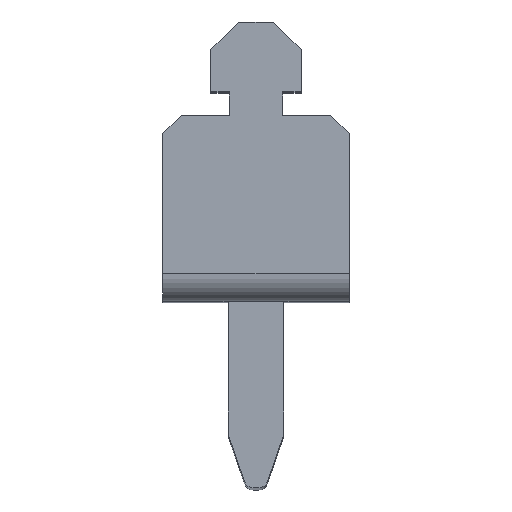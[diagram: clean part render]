
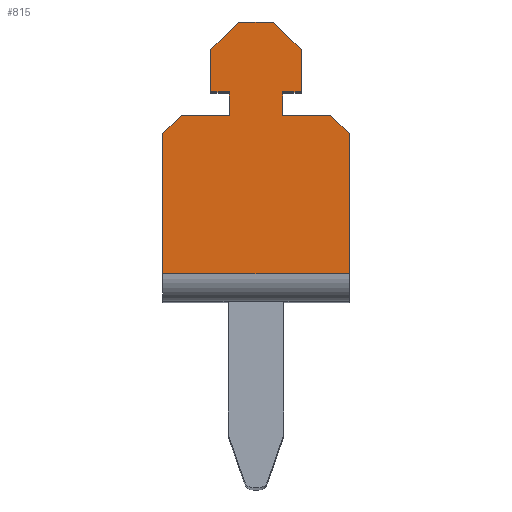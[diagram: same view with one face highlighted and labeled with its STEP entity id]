
A CAD part, top view. The second image highlights one B-rep face of the part: STEP entity #815.
In plain terms, the highlighted planar face has unit normal (0, 0, 1).
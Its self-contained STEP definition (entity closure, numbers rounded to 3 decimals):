
#6 = DIRECTION ( 'NONE',  ( 0., -1., 0. ) ) ;
#50 = EDGE_CURVE ( 'NONE', #2321, #1118, #1846, .T. ) ;
#57 = ORIENTED_EDGE ( 'NONE', *, *, #548, .F. ) ;
#90 = VERTEX_POINT ( 'NONE', #205 ) ;
#177 = CARTESIAN_POINT ( 'NONE',  ( -4.85, 3., 33. ) ) ;
#205 = CARTESIAN_POINT ( 'NONE',  ( 4.85, 27., 33. ) ) ;
#240 = VERTEX_POINT ( 'NONE', #3488 ) ;
#242 = DIRECTION ( 'NONE',  ( 0.707, -0.707, 0. ) ) ;
#245 = CARTESIAN_POINT ( 'NONE',  ( 1.85, 30., 33. ) ) ;
#333 = DIRECTION ( 'NONE',  ( 0., 1., 0. ) ) ;
#340 = CARTESIAN_POINT ( 'NONE',  ( -10., 3., 33. ) ) ;
#363 = CARTESIAN_POINT ( 'NONE',  ( -1.85, 30., 33. ) ) ;
#385 = CARTESIAN_POINT ( 'NONE',  ( -4.85, 22.5, 33. ) ) ;
#386 = CARTESIAN_POINT ( 'NONE',  ( -8., 20., 33. ) ) ;
#391 = CARTESIAN_POINT ( 'NONE',  ( 4.85, 3., 33. ) ) ;
#466 = VECTOR ( 'NONE', #1157, 1000. ) ;
#534 = EDGE_CURVE ( 'NONE', #888, #2891, #791, .T. ) ;
#545 = CARTESIAN_POINT ( 'NONE',  ( 1.85, 30., 33. ) ) ;
#548 = EDGE_CURVE ( 'NONE', #2590, #1888, #3585, .T. ) ;
#554 = LINE ( 'NONE', #177, #1002 ) ;
#556 = EDGE_CURVE ( 'NONE', #2645, #90, #635, .T. ) ;
#632 = CARTESIAN_POINT ( 'NONE',  ( 8., 20., 33. ) ) ;
#635 = LINE ( 'NONE', #245, #1922 ) ;
#693 = CARTESIAN_POINT ( 'NONE',  ( 2.85, 22.5, 33. ) ) ;
#698 = CARTESIAN_POINT ( 'NONE',  ( 8., 20., 33. ) ) ;
#700 = CARTESIAN_POINT ( 'NONE',  ( -10., 3., 33. ) ) ;
#749 = LINE ( 'NONE', #386, #3139 ) ;
#752 = CARTESIAN_POINT ( 'NONE',  ( 2.85, 20., 33. ) ) ;
#791 = LINE ( 'NONE', #3298, #3471 ) ;
#815 = ADVANCED_FACE ( 'NONE', ( #3404 ), #3430, .F. ) ;
#888 = VERTEX_POINT ( 'NONE', #752 ) ;
#948 = DIRECTION ( 'NONE',  ( 0., 1., 0. ) ) ;
#981 = EDGE_LOOP ( 'NONE', ( #3187, #3227, #2750, #57, #3016, #1341, #1795, #3395, #3318, #1628, #2088, #3592, #2275, #2501, #1989, #3052 ) ) ;
#982 = VERTEX_POINT ( 'NONE', #1588 ) ;
#985 = LINE ( 'NONE', #632, #1051 ) ;
#1002 = VECTOR ( 'NONE', #3448, 1000. ) ;
#1051 = VECTOR ( 'NONE', #242, 1000. ) ;
#1053 = LINE ( 'NONE', #700, #1112 ) ;
#1095 = EDGE_CURVE ( 'NONE', #1118, #1476, #554, .T. ) ;
#1112 = VECTOR ( 'NONE', #333, 1000. ) ;
#1116 = LINE ( 'NONE', #391, #2127 ) ;
#1118 = VERTEX_POINT ( 'NONE', #385 ) ;
#1124 = DIRECTION ( 'NONE',  ( -1., 0., 0. ) ) ;
#1137 = EDGE_CURVE ( 'NONE', #982, #2321, #1672, .T. ) ;
#1157 = DIRECTION ( 'NONE',  ( 1., 0., 0. ) ) ;
#1164 = CARTESIAN_POINT ( 'NONE',  ( 10., 18., 33. ) ) ;
#1256 = VERTEX_POINT ( 'NONE', #1164 ) ;
#1296 = VECTOR ( 'NONE', #2837, 1000. ) ;
#1303 = CARTESIAN_POINT ( 'NONE',  ( -2.85, 3., 33. ) ) ;
#1338 = VECTOR ( 'NONE', #2819, 1000. ) ;
#1341 = ORIENTED_EDGE ( 'NONE', *, *, #556, .F. ) ;
#1373 = EDGE_CURVE ( 'NONE', #2970, #1616, #3449, .T. ) ;
#1384 = EDGE_CURVE ( 'NONE', #1446, #240, #749, .T. ) ;
#1446 = VERTEX_POINT ( 'NONE', #2238 ) ;
#1476 = VERTEX_POINT ( 'NONE', #2432 ) ;
#1491 = CARTESIAN_POINT ( 'NONE',  ( -10., 22.5, 33. ) ) ;
#1516 = CARTESIAN_POINT ( 'NONE',  ( -10., 20., 33. ) ) ;
#1588 = CARTESIAN_POINT ( 'NONE',  ( -2.85, 20., 33. ) ) ;
#1616 = VERTEX_POINT ( 'NONE', #340 ) ;
#1628 = ORIENTED_EDGE ( 'NONE', *, *, #50, .F. ) ;
#1633 = EDGE_CURVE ( 'NONE', #2891, #1256, #985, .T. ) ;
#1672 = LINE ( 'NONE', #1303, #2829 ) ;
#1699 = VECTOR ( 'NONE', #2672, 1000. ) ;
#1711 = EDGE_CURVE ( 'NONE', #2096, #2645, #2969, .T. ) ;
#1730 = EDGE_CURVE ( 'NONE', #90, #2590, #1116, .T. ) ;
#1752 = VECTOR ( 'NONE', #2846, 1000. ) ;
#1795 = ORIENTED_EDGE ( 'NONE', *, *, #1711, .F. ) ;
#1846 = LINE ( 'NONE', #1491, #3557 ) ;
#1850 = VECTOR ( 'NONE', #2214, 1000. ) ;
#1888 = VERTEX_POINT ( 'NONE', #693 ) ;
#1922 = VECTOR ( 'NONE', #3505, 1000. ) ;
#1975 = CARTESIAN_POINT ( 'NONE',  ( -2.85, 22.5, 33. ) ) ;
#1989 = ORIENTED_EDGE ( 'NONE', *, *, #1373, .F. ) ;
#2088 = ORIENTED_EDGE ( 'NONE', *, *, #1137, .F. ) ;
#2096 = VERTEX_POINT ( 'NONE', #363 ) ;
#2127 = VECTOR ( 'NONE', #6, 1000. ) ;
#2165 = EDGE_CURVE ( 'NONE', #1888, #888, #3444, .T. ) ;
#2214 = DIRECTION ( 'NONE',  ( 1., 0., 0. ) ) ;
#2238 = CARTESIAN_POINT ( 'NONE',  ( -10., 18., 33. ) ) ;
#2258 = LINE ( 'NONE', #1516, #466 ) ;
#2262 = EDGE_CURVE ( 'NONE', #1476, #2096, #3559, .T. ) ;
#2275 = ORIENTED_EDGE ( 'NONE', *, *, #1384, .F. ) ;
#2296 = DIRECTION ( 'NONE',  ( -1., 0., 0. ) ) ;
#2321 = VERTEX_POINT ( 'NONE', #1975 ) ;
#2365 = CARTESIAN_POINT ( 'NONE',  ( 10., 3., 33. ) ) ;
#2432 = CARTESIAN_POINT ( 'NONE',  ( -4.85, 27., 33. ) ) ;
#2501 = ORIENTED_EDGE ( 'NONE', *, *, #3145, .F. ) ;
#2590 = VERTEX_POINT ( 'NONE', #3516 ) ;
#2597 = CARTESIAN_POINT ( 'NONE',  ( -10., 30., 33. ) ) ;
#2645 = VERTEX_POINT ( 'NONE', #545 ) ;
#2661 = DIRECTION ( 'NONE',  ( 0., 0., -1. ) ) ;
#2672 = DIRECTION ( 'NONE',  ( 0., -1., 0. ) ) ;
#2676 = DIRECTION ( 'NONE',  ( -1., 0., 0. ) ) ;
#2750 = ORIENTED_EDGE ( 'NONE', *, *, #2165, .F. ) ;
#2819 = DIRECTION ( 'NONE',  ( 0.707, 0.707, 0. ) ) ;
#2829 = VECTOR ( 'NONE', #948, 1000. ) ;
#2837 = DIRECTION ( 'NONE',  ( 0., 1., 0. ) ) ;
#2846 = DIRECTION ( 'NONE',  ( -1., 0., 0. ) ) ;
#2891 = VERTEX_POINT ( 'NONE', #698 ) ;
#2896 = VECTOR ( 'NONE', #2676, 1000. ) ;
#2927 = DIRECTION ( 'NONE',  ( 1., 0., 0. ) ) ;
#2969 = LINE ( 'NONE', #2597, #1850 ) ;
#2970 = VERTEX_POINT ( 'NONE', #2365 ) ;
#3016 = ORIENTED_EDGE ( 'NONE', *, *, #1730, .F. ) ;
#3039 = CARTESIAN_POINT ( 'NONE',  ( -10., 3., 33. ) ) ;
#3052 = ORIENTED_EDGE ( 'NONE', *, *, #3146, .T. ) ;
#3053 = CARTESIAN_POINT ( 'NONE',  ( 2.85, 3., 33. ) ) ;
#3058 = CARTESIAN_POINT ( 'NONE',  ( -10., 3., 33. ) ) ;
#3126 = EDGE_CURVE ( 'NONE', #240, #982, #2258, .T. ) ;
#3139 = VECTOR ( 'NONE', #3637, 1000. ) ;
#3145 = EDGE_CURVE ( 'NONE', #1616, #1446, #1053, .T. ) ;
#3146 = EDGE_CURVE ( 'NONE', #2970, #1256, #3576, .T. ) ;
#3187 = ORIENTED_EDGE ( 'NONE', *, *, #1633, .F. ) ;
#3201 = CARTESIAN_POINT ( 'NONE',  ( -4.85, 27., 33. ) ) ;
#3216 = CARTESIAN_POINT ( 'NONE',  ( 10., 3., 33. ) ) ;
#3224 = CARTESIAN_POINT ( 'NONE',  ( -10., 22.5, 33. ) ) ;
#3227 = ORIENTED_EDGE ( 'NONE', *, *, #534, .F. ) ;
#3272 = AXIS2_PLACEMENT_3D ( 'NONE', #3039, #2661, #2296 ) ;
#3298 = CARTESIAN_POINT ( 'NONE',  ( -10., 20., 33. ) ) ;
#3318 = ORIENTED_EDGE ( 'NONE', *, *, #1095, .F. ) ;
#3395 = ORIENTED_EDGE ( 'NONE', *, *, #2262, .F. ) ;
#3404 = FACE_OUTER_BOUND ( 'NONE', #981, .T. ) ;
#3430 = PLANE ( 'NONE',  #3272 ) ;
#3444 = LINE ( 'NONE', #3053, #1699 ) ;
#3448 = DIRECTION ( 'NONE',  ( 0., 1., 0. ) ) ;
#3449 = LINE ( 'NONE', #3058, #2896 ) ;
#3471 = VECTOR ( 'NONE', #2927, 1000. ) ;
#3488 = CARTESIAN_POINT ( 'NONE',  ( -8., 20., 33. ) ) ;
#3505 = DIRECTION ( 'NONE',  ( 0.707, -0.707, 0. ) ) ;
#3516 = CARTESIAN_POINT ( 'NONE',  ( 4.85, 22.5, 33. ) ) ;
#3557 = VECTOR ( 'NONE', #1124, 1000. ) ;
#3559 = LINE ( 'NONE', #3201, #1338 ) ;
#3576 = LINE ( 'NONE', #3216, #1296 ) ;
#3585 = LINE ( 'NONE', #3224, #1752 ) ;
#3592 = ORIENTED_EDGE ( 'NONE', *, *, #3126, .F. ) ;
#3637 = DIRECTION ( 'NONE',  ( 0.707, 0.707, 0. ) ) ;
